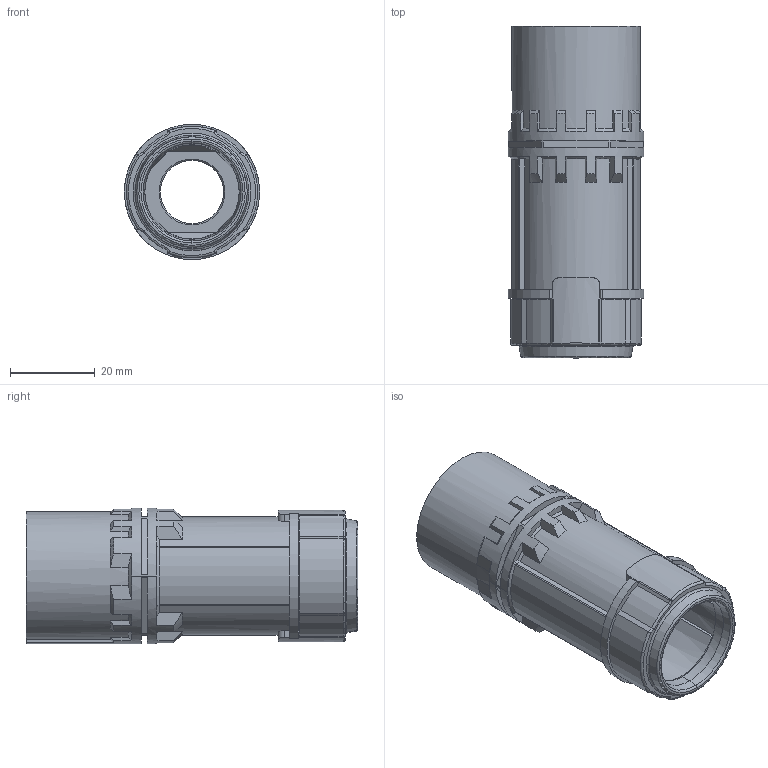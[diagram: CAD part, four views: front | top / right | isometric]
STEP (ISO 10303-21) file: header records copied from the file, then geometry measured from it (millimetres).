
FILE_DESCRIPTION((''),'2;1');
FILE_NAME('ASM0001_SW0001AFAFFAF','2020-04-03T',('zl.chen'),(''),'PRO/ENGINEER BY PARAMETRIC TECHNOLOGY CORPORATION, 2012480','PRO/ENGINEER BY PARAMETRIC TECHNOLOGY CORPORATION, 2012480','');
FILE_SCHEMA(('CONFIG_CONTROL_DESIGN'));
Length unit declared in the file: inch
Products named in the file (1): ASM0001_SW0001AFAFFAF
Bounding box: 32 x 78.5 x 32 mm (x, y, z)
Volume: 22041.5 mm3; surface area: 19174.9 mm2
Topology: 1 solids, 1 shells, 340 faces, 978 edges, 645 vertices
Faces by surface type: plane 143, cylinder 79, cone 76, torus 30, sphere 6, bspline 6
Entity records: 12137 total; most frequent: CARTESIAN_POINT 3215, ORIENTED_EDGE 1952, DIRECTION 1827, EDGE_CURVE 976, AXIS2_PLACEMENT_3D 719, VERTEX_POINT 645, VECTOR 389, LINE 389
